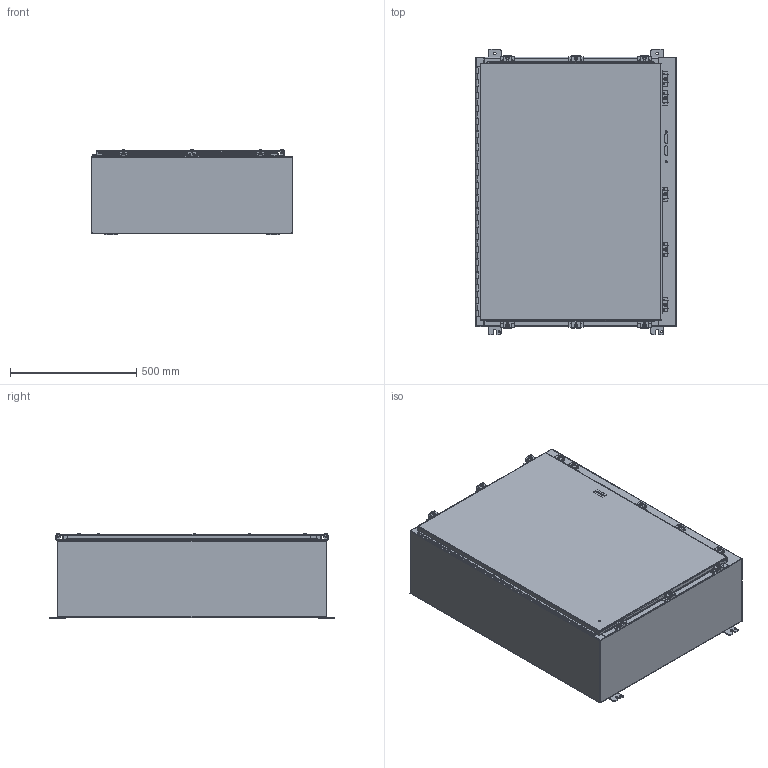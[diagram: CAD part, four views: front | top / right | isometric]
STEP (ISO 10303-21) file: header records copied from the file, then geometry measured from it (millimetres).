
FILE_DESCRIPTION(/* description */ ('SN4 BACK AND SIDES (42X31X10)'),/* implementation_level */ '2;1');
FILE_NAME(/* name */ 'SN4423112.stp',/* time_stamp */ '2016-11-29T13:24:03-06:00',/* author */ ('djett'),/* organization */ (''),/* preprocessor_version */ 'ST-DEVELOPER v16.1',/* originating_system */ 'Autodesk Inventor 2016',/* authorisation */ '');
FILE_SCHEMA (('AUTOMOTIVE_DESIGN { 1 0 10303 214 3 1 1 }'));
Length unit declared in the file: inch
Products named in the file (21): SN4423112BLR; 3889; 34840; SN44231LID; 38811; HFW3092; 349129; 38846; SN43112TOP; SN43112BTM; 328135T; 328135L; 328135P; 328135; 30824-1; 30824-2; 30824-3; 30824-4; 30824; 30817; SN4423112
Assembly tree (50 placements, depth 3):
  SN4423112
    SN4423112BLR
    3889  x6
    34840  x4
    SN44231LID
    38811  x2
    HFW3092
    349129  x2
    38846
    SN43112TOP
    SN43112BTM
    328135
      328135T
      328135L
      328135P
    30824  x11
      30824-1
      30824-2
      30824-3
      30824-4
    30817  x11
Bounding box: 796.92 x 1130.3 x 338.45 mm (x, y, z)
Volume: 5898766.7 mm3; surface area: 6286973.6 mm2
Topology: 78 solids, 78 shells, 2184 faces, 5661 edges, 3702 vertices
Faces by surface type: plane 1195, cylinder 675, bspline 135, sphere 66, torus 63, cone 50
Full cylindrical faces by diameter (mm): 2.794 x44, 2.921 x2, 3.048 x1, 3.962 x2, 4.826 x2, 5.359 x11, 6.35 x14, 7.137 x13, 7.95 x4, 8.382 x12, 8.56 x1, 8.89 x11, 11.125 x4, 12.7 x11, 13.208 x11, 15.875 x6
Entity records: 27239 total; most frequent: CARTESIAN_POINT 6251, ORIENTED_EDGE 4226, DIRECTION 4225, EDGE_CURVE 2113, LINE 1533, VECTOR 1533, VERTEX_POINT 1410, AXIS2_PLACEMENT_3D 1346
